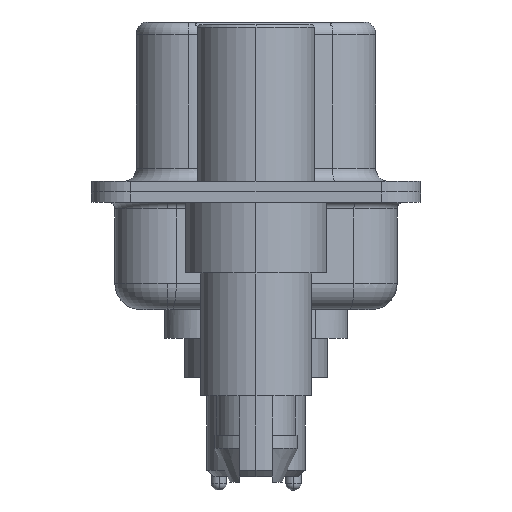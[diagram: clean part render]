
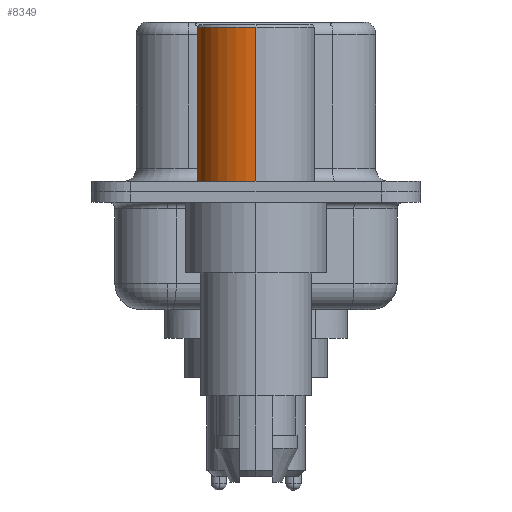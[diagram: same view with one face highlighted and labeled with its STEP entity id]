
A CAD part, left-side view. The second image highlights one B-rep face of the part: STEP entity #8349.
In plain terms, the highlighted cylindrical face has radius 2.25 mm (diameter 4.5 mm), a partial arc.
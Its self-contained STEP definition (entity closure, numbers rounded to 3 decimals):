
#973 = VERTEX_POINT ( 'NONE', #13238 ) ;
#1328 = VERTEX_POINT ( 'NONE', #2447 ) ;
#1814 = VECTOR ( 'NONE', #15896, 1000. ) ;
#2447 = CARTESIAN_POINT ( 'NONE',  ( -2.25, 0., 6.3 ) ) ;
#2615 = ORIENTED_EDGE ( 'NONE', *, *, #8121, .F. ) ;
#2765 = CIRCLE ( 'NONE', #9232, 2.25 ) ;
#3157 = EDGE_CURVE ( 'NONE', #21947, #15321, #2765, .T. ) ;
#4015 = CARTESIAN_POINT ( 'NONE',  ( 0., 0., 0.4 ) ) ;
#4416 = EDGE_CURVE ( 'NONE', #15321, #1328, #15817, .T. ) ;
#4949 = ORIENTED_EDGE ( 'NONE', *, *, #4416, .T. ) ;
#5532 = CIRCLE ( 'NONE', #18200, 2.25 ) ;
#6706 = ORIENTED_EDGE ( 'NONE', *, *, #8872, .F. ) ;
#6891 = EDGE_LOOP ( 'NONE', ( #8339, #4949, #6706, #2615 ) ) ;
#7924 = DIRECTION ( 'NONE',  ( 1., 0., 0. ) ) ;
#8121 = EDGE_CURVE ( 'NONE', #21947, #973, #17456, .T. ) ;
#8339 = ORIENTED_EDGE ( 'NONE', *, *, #3157, .T. ) ;
#8349 = ADVANCED_FACE ( 'NONE', ( #9286 ), #8736, .T. ) ;
#8736 = CYLINDRICAL_SURFACE ( 'NONE', #15524, 2.25 ) ;
#8872 = EDGE_CURVE ( 'NONE', #973, #1328, #5532, .T. ) ;
#9232 = AXIS2_PLACEMENT_3D ( 'NONE', #4015, #18413, #7924 ) ;
#9286 = FACE_OUTER_BOUND ( 'NONE', #6891, .T. ) ;
#11153 = CARTESIAN_POINT ( 'NONE',  ( 2.25, 0., 0.4 ) ) ;
#12692 = VECTOR ( 'NONE', #17489, 1000. ) ;
#13238 = CARTESIAN_POINT ( 'NONE',  ( 2.25, 0., 6.3 ) ) ;
#15321 = VERTEX_POINT ( 'NONE', #19999 ) ;
#15524 = AXIS2_PLACEMENT_3D ( 'NONE', #20394, #19830, #22355 ) ;
#15817 = LINE ( 'NONE', #17410, #1814 ) ;
#15896 = DIRECTION ( 'NONE',  ( 0., 0., 1. ) ) ;
#16652 = DIRECTION ( 'NONE',  ( 1., 0., 0. ) ) ;
#16681 = DIRECTION ( 'NONE',  ( 0., 0., 1. ) ) ;
#16753 = CARTESIAN_POINT ( 'NONE',  ( 0., 0., 6.3 ) ) ;
#16941 = CARTESIAN_POINT ( 'NONE',  ( 2.25, 0., 0.581 ) ) ;
#17410 = CARTESIAN_POINT ( 'NONE',  ( -2.25, 0., 0.581 ) ) ;
#17456 = LINE ( 'NONE', #16941, #12692 ) ;
#17489 = DIRECTION ( 'NONE',  ( 0., 0., 1. ) ) ;
#18200 = AXIS2_PLACEMENT_3D ( 'NONE', #16753, #16681, #16652 ) ;
#18413 = DIRECTION ( 'NONE',  ( 0., 0., 1. ) ) ;
#19830 = DIRECTION ( 'NONE',  ( 0., 0., 1. ) ) ;
#19999 = CARTESIAN_POINT ( 'NONE',  ( -2.25, 0., 0.4 ) ) ;
#20394 = CARTESIAN_POINT ( 'NONE',  ( 0., 0., 0.581 ) ) ;
#21947 = VERTEX_POINT ( 'NONE', #11153 ) ;
#22355 = DIRECTION ( 'NONE',  ( 1., 0., 0. ) ) ;
